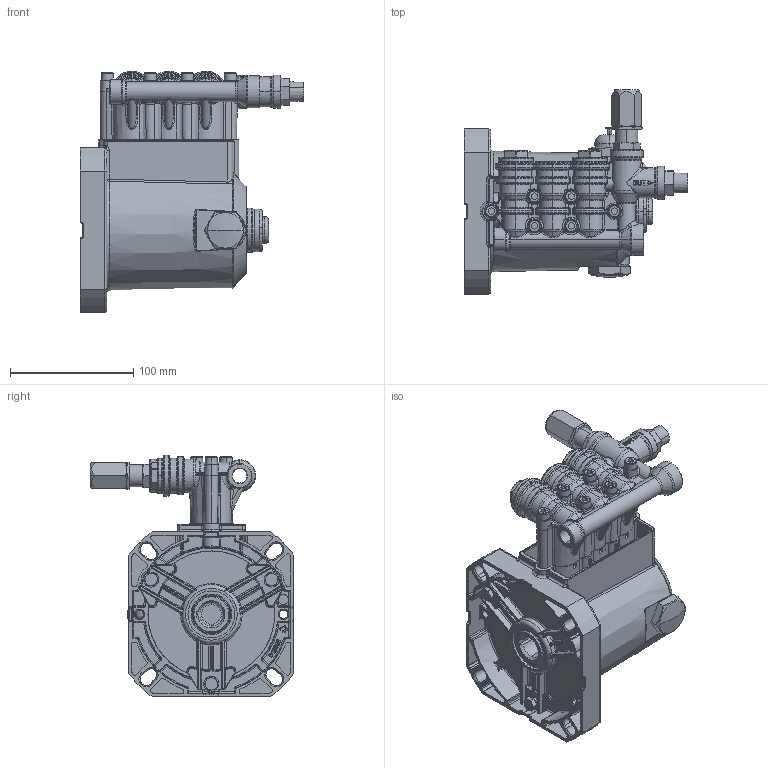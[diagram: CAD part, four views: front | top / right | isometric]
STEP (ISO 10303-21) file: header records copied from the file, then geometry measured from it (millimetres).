
FILE_DESCRIPTION (( 'STEP AP203' ), '1' );
FILE_NAME ('4DX03ELR.STEP', '2017-03-24T19:17:26', ( 'IT' ), ( 'Microsoft' ), 'SwSTEP 2.0', 'SolidWorks 2017', '' );
FILE_SCHEMA (( 'CONFIG_CONTROL_DESIGN' ));
Products named in the file (1): 4DX03ELR
Bounding box: 181.67 x 165.47 x 196.25 mm (x, y, z)
Surface area: 175838.9 mm2 (no closed solid volume)
Topology: 0 solids, 62 shells, 2520 faces, 7420 edges, 4700 vertices
Faces by surface type: cylinder 713, bspline 521, plane 478, torus 416, cone 244, sphere 148
Entity records: 105536 total; most frequent: CARTESIAN_POINT 44245, DIRECTION 12479, ORIENTED_EDGE 12387, EDGE_CURVE 7292, AXIS2_PLACEMENT_3D 5199, VERTEX_POINT 4679, CIRCLE 3199, EDGE_LOOP 2627
